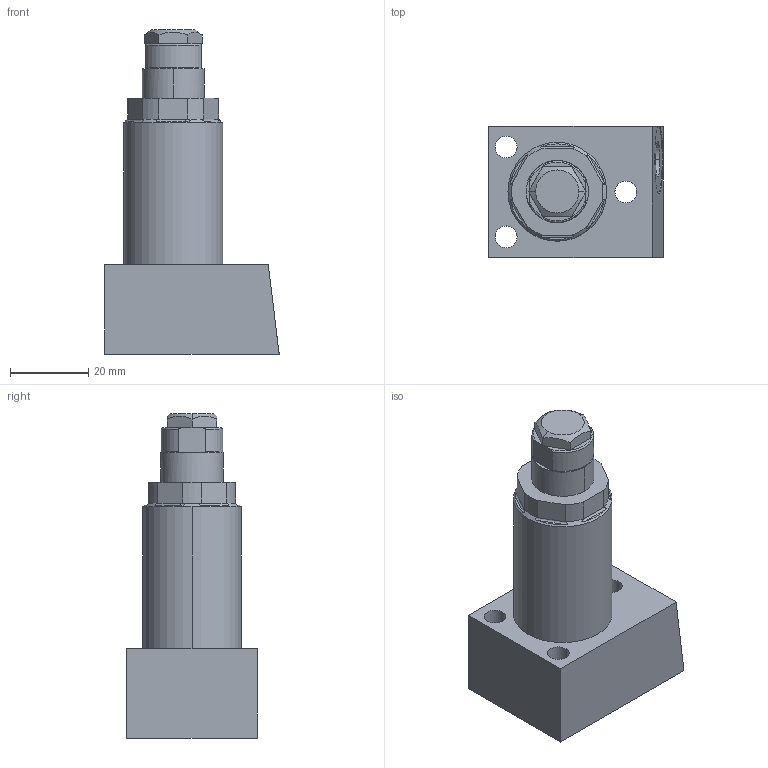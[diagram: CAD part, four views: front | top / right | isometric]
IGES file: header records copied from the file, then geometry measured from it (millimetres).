
Start section:  PTC IGES file: ilc10080615.igs
Global section: file name: ilc10080615.igs; native system: Pro/ENGINEER by Parametric Technology Corporation; preprocessor: 2007460; author: jdw; organization: Unknown; date: 20121018.073923; units: inch
Bounding box: 44.45 x 33.35 x 82.68 mm (x, y, z)
Surface area: 12580.5 mm2 (no closed solid volume)
Topology: 0 solids, 0 shells, 91 faces, 432 edges, 430 vertices
Faces by surface type: revolution 52, bspline 39
